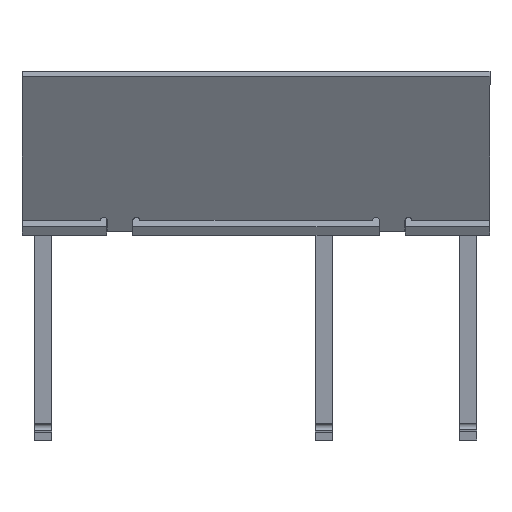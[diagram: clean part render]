
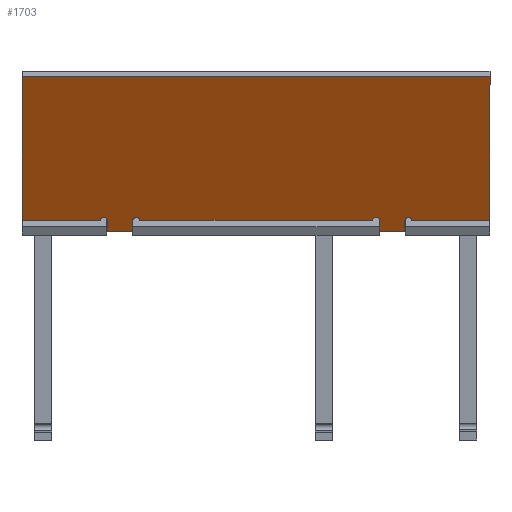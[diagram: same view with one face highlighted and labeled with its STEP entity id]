
A CAD part, top view. The second image highlights one B-rep face of the part: STEP entity #1703.
In plain terms, the highlighted face is planar.
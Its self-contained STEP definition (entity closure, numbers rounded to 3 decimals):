
#118=PLANE('',#1894);
#205=FACE_OUTER_BOUND('',#292,.T.);
#292=EDGE_LOOP('',(#1534,#1535,#1536,#1537,#1538,#1539,#1540,#1541,#1542,
#1543,#1544,#1545,#1546,#1547,#1548,#1549));
#480=LINE('',#2860,#675);
#481=LINE('',#2862,#676);
#482=LINE('',#2864,#677);
#483=LINE('',#2866,#678);
#484=LINE('',#2867,#679);
#485=LINE('',#2869,#680);
#486=LINE('',#2871,#681);
#487=LINE('',#2872,#682);
#488=LINE('',#2873,#683);
#489=LINE('',#2875,#684);
#490=LINE('',#2877,#685);
#491=LINE('',#2878,#686);
#675=VECTOR('',#2348,10.);
#676=VECTOR('',#2349,10.);
#677=VECTOR('',#2350,10.);
#678=VECTOR('',#2351,10.);
#679=VECTOR('',#2352,10.);
#680=VECTOR('',#2353,10.);
#681=VECTOR('',#2354,10.);
#682=VECTOR('',#2355,10.);
#683=VECTOR('',#2356,10.);
#684=VECTOR('',#2357,10.);
#685=VECTOR('',#2358,10.);
#686=VECTOR('',#2359,10.);
#733=CIRCLE('',#1887,4.05);
#734=CIRCLE('',#1889,4.05);
#735=CIRCLE('',#1891,4.05);
#736=CIRCLE('',#1893,4.05);
#879=VERTEX_POINT('',#2835);
#880=VERTEX_POINT('',#2837);
#881=VERTEX_POINT('',#2841);
#882=VERTEX_POINT('',#2843);
#883=VERTEX_POINT('',#2847);
#884=VERTEX_POINT('',#2849);
#885=VERTEX_POINT('',#2853);
#886=VERTEX_POINT('',#2855);
#887=VERTEX_POINT('',#2859);
#888=VERTEX_POINT('',#2861);
#889=VERTEX_POINT('',#2863);
#890=VERTEX_POINT('',#2865);
#891=VERTEX_POINT('',#2868);
#892=VERTEX_POINT('',#2870);
#893=VERTEX_POINT('',#2874);
#894=VERTEX_POINT('',#2876);
#1102=EDGE_CURVE('',#879,#880,#733,.T.);
#1104=EDGE_CURVE('',#882,#881,#734,.T.);
#1107=EDGE_CURVE('',#884,#883,#735,.T.);
#1110=EDGE_CURVE('',#886,#885,#736,.T.);
#1112=EDGE_CURVE('',#880,#887,#480,.T.);
#1113=EDGE_CURVE('',#888,#887,#481,.T.);
#1114=EDGE_CURVE('',#889,#888,#482,.T.);
#1115=EDGE_CURVE('',#889,#890,#483,.T.);
#1116=EDGE_CURVE('',#890,#882,#484,.T.);
#1117=EDGE_CURVE('',#881,#891,#485,.T.);
#1118=EDGE_CURVE('',#891,#892,#486,.T.);
#1119=EDGE_CURVE('',#892,#886,#487,.T.);
#1120=EDGE_CURVE('',#885,#884,#488,.T.);
#1121=EDGE_CURVE('',#883,#893,#489,.T.);
#1122=EDGE_CURVE('',#893,#894,#490,.T.);
#1123=EDGE_CURVE('',#894,#879,#491,.T.);
#1534=ORIENTED_EDGE('',*,*,#1102,.T.);
#1535=ORIENTED_EDGE('',*,*,#1112,.T.);
#1536=ORIENTED_EDGE('',*,*,#1113,.F.);
#1537=ORIENTED_EDGE('',*,*,#1114,.F.);
#1538=ORIENTED_EDGE('',*,*,#1115,.T.);
#1539=ORIENTED_EDGE('',*,*,#1116,.T.);
#1540=ORIENTED_EDGE('',*,*,#1104,.T.);
#1541=ORIENTED_EDGE('',*,*,#1117,.T.);
#1542=ORIENTED_EDGE('',*,*,#1118,.T.);
#1543=ORIENTED_EDGE('',*,*,#1119,.T.);
#1544=ORIENTED_EDGE('',*,*,#1110,.T.);
#1545=ORIENTED_EDGE('',*,*,#1120,.T.);
#1546=ORIENTED_EDGE('',*,*,#1107,.T.);
#1547=ORIENTED_EDGE('',*,*,#1121,.T.);
#1548=ORIENTED_EDGE('',*,*,#1122,.T.);
#1549=ORIENTED_EDGE('',*,*,#1123,.T.);
#1703=ADVANCED_FACE('',(#205),#118,.T.);
#1887=AXIS2_PLACEMENT_3D('',#2839,#2326,#2327);
#1889=AXIS2_PLACEMENT_3D('',#2844,#2331,#2332);
#1891=AXIS2_PLACEMENT_3D('',#2850,#2337,#2338);
#1893=AXIS2_PLACEMENT_3D('',#2856,#2343,#2344);
#1894=AXIS2_PLACEMENT_3D('',#2858,#2346,#2347);
#2326=DIRECTION('center_axis',(0.,-0.542,
0.84));
#2327=DIRECTION('ref_axis',(0.,0.84,0.542));
#2331=DIRECTION('center_axis',(0.,-0.542,
0.84));
#2332=DIRECTION('ref_axis',(0.,0.84,0.542));
#2337=DIRECTION('center_axis',(0.,-0.542,
0.84));
#2338=DIRECTION('ref_axis',(0.,0.84,0.542));
#2343=DIRECTION('center_axis',(0.,-0.542,
0.84));
#2344=DIRECTION('ref_axis',(0.,0.84,0.542));
#2346=DIRECTION('center_axis',(0.,0.542,-0.84));
#2347=DIRECTION('ref_axis',(0.,0.84,0.542));
#2348=DIRECTION('',(1.,0.,0.));
#2349=DIRECTION('',(0.,0.84,0.542));
#2350=DIRECTION('',(1.,0.,0.));
#2351=DIRECTION('',(0.,0.84,0.542));
#2352=DIRECTION('',(1.,0.,0.));
#2353=DIRECTION('',(0.,0.84,0.542));
#2354=DIRECTION('',(1.,0.,0.));
#2355=DIRECTION('',(0.,-0.84,-0.542));
#2356=DIRECTION('',(1.,0.,0.));
#2357=DIRECTION('',(0.,0.84,0.542));
#2358=DIRECTION('',(1.,0.,0.));
#2359=DIRECTION('',(0.,-0.84,-0.542));
#2835=CARTESIAN_POINT('',(420.,331.9,193.118));
#2837=CARTESIAN_POINT('',(428.1,331.9,193.118));
#2839=CARTESIAN_POINT('Origin',(424.05,331.9,193.118));
#2841=CARTESIAN_POINT('',(70.,331.9,193.118));
#2843=CARTESIAN_POINT('',(61.9,331.9,193.118));
#2844=CARTESIAN_POINT('Origin',(65.95,331.9,193.118));
#2847=CARTESIAN_POINT('',(390.,331.9,193.118));
#2849=CARTESIAN_POINT('',(381.9,331.9,193.118));
#2850=CARTESIAN_POINT('Origin',(385.95,331.9,193.118));
#2853=CARTESIAN_POINT('',(108.1,331.9,193.118));
#2855=CARTESIAN_POINT('',(100.,331.9,193.118));
#2856=CARTESIAN_POINT('Origin',(104.05,331.9,193.118));
#2858=CARTESIAN_POINT('Origin',(-30.,163.863,84.658));
#2859=CARTESIAN_POINT('',(520.,331.9,193.118));
#2860=CARTESIAN_POINT('',(-30.,331.9,193.118));
#2861=CARTESIAN_POINT('',(520.,163.863,84.658));
#2862=CARTESIAN_POINT('',(520.,163.863,84.658));
#2863=CARTESIAN_POINT('',(-30.,163.863,84.658));
#2864=CARTESIAN_POINT('',(-30.,163.863,84.658));
#2865=CARTESIAN_POINT('',(-30.,331.9,193.118));
#2866=CARTESIAN_POINT('',(-30.,163.863,84.658));
#2867=CARTESIAN_POINT('',(-30.,331.9,193.118));
#2868=CARTESIAN_POINT('',(70.,344.502,201.252));
#2869=CARTESIAN_POINT('',(70.,344.502,201.252));
#2870=CARTESIAN_POINT('',(100.,344.502,201.252));
#2871=CARTESIAN_POINT('',(100.,344.502,201.252));
#2872=CARTESIAN_POINT('',(100.,344.502,201.252));
#2873=CARTESIAN_POINT('',(-30.,331.9,193.118));
#2874=CARTESIAN_POINT('',(390.,344.502,201.252));
#2875=CARTESIAN_POINT('',(390.,344.502,201.252));
#2876=CARTESIAN_POINT('',(420.,344.502,201.252));
#2877=CARTESIAN_POINT('',(420.,344.502,201.252));
#2878=CARTESIAN_POINT('',(420.,331.9,193.118));
